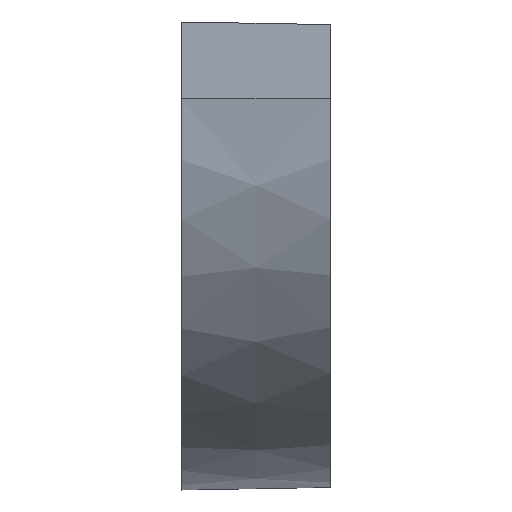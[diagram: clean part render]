
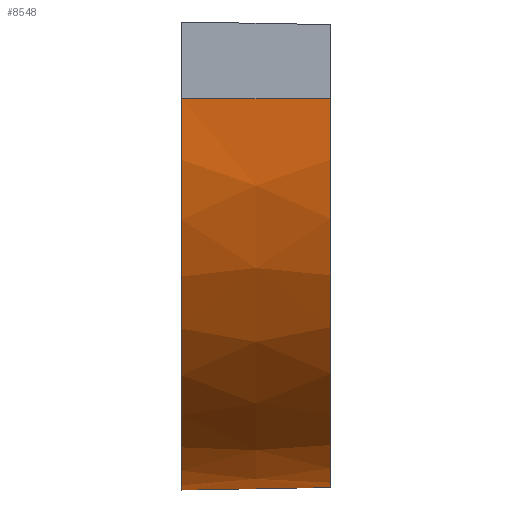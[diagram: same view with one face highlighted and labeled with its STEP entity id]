
A CAD part, left-side view. The second image highlights one B-rep face of the part: STEP entity #8548.
In plain terms, the highlighted conical face has half-angle 1 degrees and reference radius 44.5 mm.
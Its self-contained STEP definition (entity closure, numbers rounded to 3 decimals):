
#61 = VERTEX_POINT ( 'NONE', #9833 ) ;
#328 = CARTESIAN_POINT ( 'NONE',  ( 44.5, -8.5, -8.5 ) ) ;
#494 = LINE ( 'NONE', #7100, #6788 ) ;
#1166 = DIRECTION ( 'NONE',  ( 0., 0., -1. ) ) ;
#1425 = EDGE_CURVE ( 'NONE', #6770, #10953, #3625, .T. ) ;
#1430 = CARTESIAN_POINT ( 'NONE',  ( 44.5, -8.5, -8.5 ) ) ;
#2848 = DIRECTION ( 'NONE',  ( 0.017, -1., 0. ) ) ;
#3290 = AXIS2_PLACEMENT_3D ( 'NONE', #1430, #8223, #6575 ) ;
#3350 = ORIENTED_EDGE ( 'NONE', *, *, #5899, .T. ) ;
#3625 = CIRCLE ( 'NONE', #8330, 44.797 ) ;
#3725 = DIRECTION ( 'NONE',  ( 0., 1., 0. ) ) ;
#3730 = CARTESIAN_POINT ( 'NONE',  ( 44.5, -8.5, -53. ) ) ;
#4062 = DIRECTION ( 'NONE',  ( 0., -1., 0.017 ) ) ;
#4453 = EDGE_LOOP ( 'NONE', ( #3350, #6162, #10245, #6172 ) ) ;
#4744 = CARTESIAN_POINT ( 'NONE',  ( 44.5, 8.5, -53.297 ) ) ;
#5059 = EDGE_CURVE ( 'NONE', #6770, #5920, #5775, .T. ) ;
#5775 = LINE ( 'NONE', #7400, #10009 ) ;
#5795 = AXIS2_PLACEMENT_3D ( 'NONE', #328, #6307, #1166 ) ;
#5899 = EDGE_CURVE ( 'NONE', #5920, #61, #6155, .T. ) ;
#5920 = VERTEX_POINT ( 'NONE', #3730 ) ;
#6155 = CIRCLE ( 'NONE', #5795, 44.5 ) ;
#6162 = ORIENTED_EDGE ( 'NONE', *, *, #10721, .F. ) ;
#6172 = ORIENTED_EDGE ( 'NONE', *, *, #5059, .T. ) ;
#6307 = DIRECTION ( 'NONE',  ( 0., 1., 0. ) ) ;
#6575 = DIRECTION ( 'NONE',  ( 0., 0., -1. ) ) ;
#6770 = VERTEX_POINT ( 'NONE', #4744 ) ;
#6788 = VECTOR ( 'NONE', #2848, 1000. ) ;
#7100 = CARTESIAN_POINT ( 'NONE',  ( 0., -8.5, -8.5 ) ) ;
#7400 = CARTESIAN_POINT ( 'NONE',  ( 44.5, -8.5, -53. ) ) ;
#7952 = CARTESIAN_POINT ( 'NONE',  ( -0.297, 8.5, -8.5 ) ) ;
#8223 = DIRECTION ( 'NONE',  ( 0., 1., 0. ) ) ;
#8330 = AXIS2_PLACEMENT_3D ( 'NONE', #8807, #3725, #9655 ) ;
#8548 = ADVANCED_FACE ( 'NONE', ( #10608 ), #10349, .T. ) ;
#8807 = CARTESIAN_POINT ( 'NONE',  ( 44.5, 8.5, -8.5 ) ) ;
#9655 = DIRECTION ( 'NONE',  ( 0., 0., -1. ) ) ;
#9833 = CARTESIAN_POINT ( 'NONE',  ( 0., -8.5, -8.5 ) ) ;
#10009 = VECTOR ( 'NONE', #4062, 1000. ) ;
#10245 = ORIENTED_EDGE ( 'NONE', *, *, #1425, .F. ) ;
#10349 = CONICAL_SURFACE ( 'NONE', #3290, 44.5, 0.017 ) ;
#10608 = FACE_OUTER_BOUND ( 'NONE', #4453, .T. ) ;
#10721 = EDGE_CURVE ( 'NONE', #10953, #61, #494, .T. ) ;
#10953 = VERTEX_POINT ( 'NONE', #7952 ) ;
